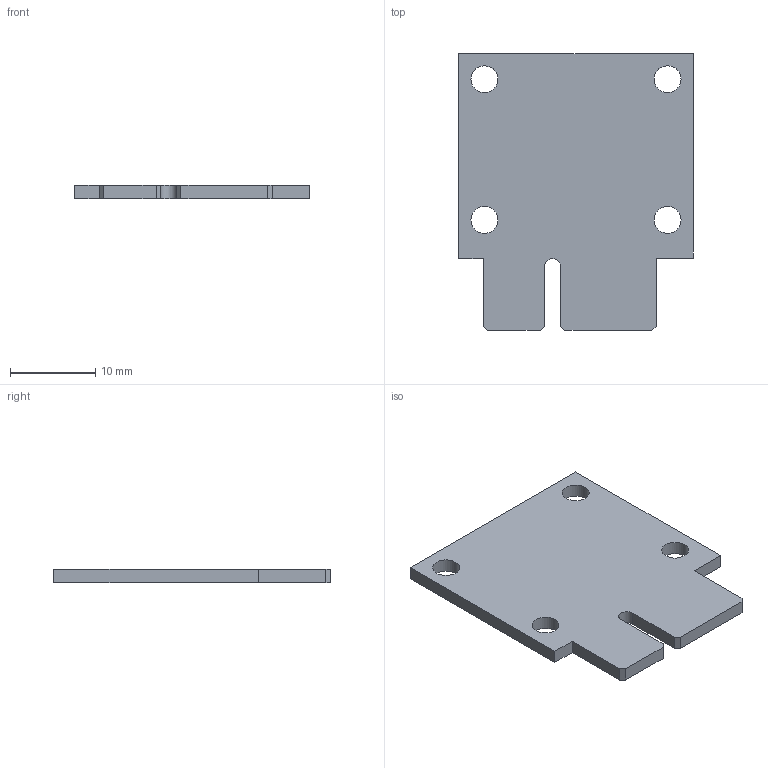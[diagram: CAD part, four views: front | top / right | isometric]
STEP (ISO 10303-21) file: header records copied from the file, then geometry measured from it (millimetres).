
FILE_DESCRIPTION(('KiCad electronic assembly'),'2;1');
FILE_NAME('CartridgeMk1_simple.step','2025-02-01T01:10:59',('Pcbnew'),( 'Kicad'),'Open CASCADE STEP processor 7.8','KiCad to STEP converter' ,'Unknown');
FILE_SCHEMA(('AUTOMOTIVE_DESIGN { 1 0 10303 214 1 1 1 1 }'));
Length unit declared in the file: millimetre
Products named in the file (2): CartridgeMk1_simple 1; _autosave-CartridgeMk1_PCB
Assembly tree (1 placements, depth 2):
  CartridgeMk1_simple 1
    _autosave-CartridgeMk1_PCB
Bounding box: 27.5 x 32.45 x 1.6 mm (x, y, z)
Volume: 1255.1 mm3; surface area: 1848 mm2
Topology: 1 solids, 1 shells, 24 faces, 66 edges, 44 vertices
Faces by surface type: plane 19, cylinder 5
Full cylindrical faces by diameter (mm): 3.16 x4
Entity records: 813 total; most frequent: CARTESIAN_POINT 136, ORIENTED_EDGE 132, DIRECTION 128, EDGE_CURVE 66, LINE 56, VECTOR 56, VERTEX_POINT 44, AXIS2_PLACEMENT_3D 36
